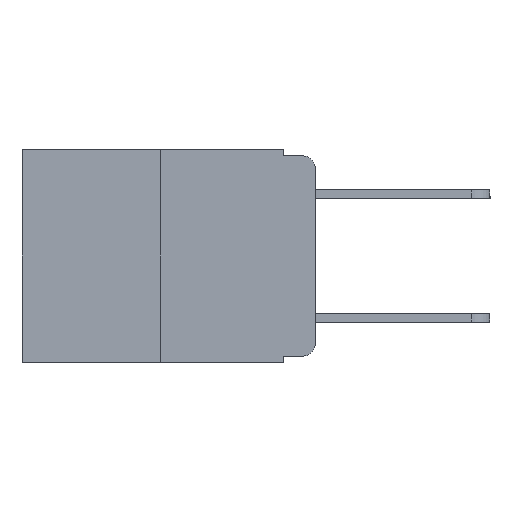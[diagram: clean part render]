
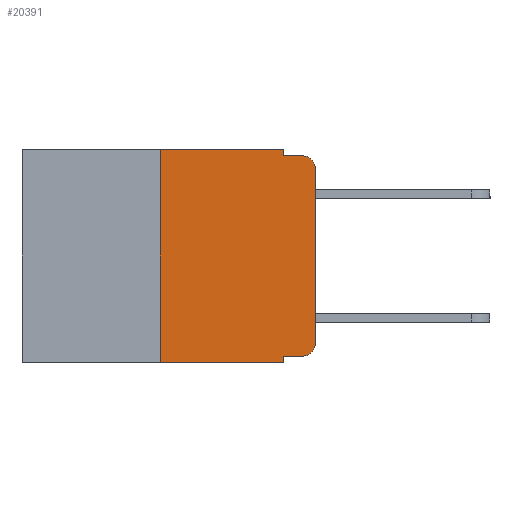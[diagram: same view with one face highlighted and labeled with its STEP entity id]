
A CAD part, left-side view. The second image highlights one B-rep face of the part: STEP entity #20391.
In plain terms, the highlighted planar face has unit normal (-1, 0, 0).
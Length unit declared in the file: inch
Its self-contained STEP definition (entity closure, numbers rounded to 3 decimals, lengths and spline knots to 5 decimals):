
#280 = EDGE_CURVE ( 'NONE', #15576, #22369, #10452, .T. ) ;
#469 = AXIS2_PLACEMENT_3D ( 'NONE', #9843, #22076, #11626 ) ;
#604 = LINE ( 'NONE', #11562, #19155 ) ;
#647 = VERTEX_POINT ( 'NONE', #14800 ) ;
#739 = VECTOR ( 'NONE', #5024, 39.37008 ) ;
#740 = CIRCLE ( 'NONE', #469, 0.02 ) ;
#905 = PLANE ( 'NONE',  #15691 ) ;
#1001 = EDGE_CURVE ( 'NONE', #1422, #13064, #20608, .T. ) ;
#1422 = VERTEX_POINT ( 'NONE', #3586 ) ;
#1539 = EDGE_CURVE ( 'NONE', #16560, #647, #13185, .T. ) ;
#1591 = DIRECTION ( 'NONE',  ( 0., -1., 0. ) ) ;
#2665 = CARTESIAN_POINT ( 'NONE',  ( 0., 0., -0.313 ) ) ;
#2777 = CARTESIAN_POINT ( 'NONE',  ( 0., 0., 0. ) ) ;
#3285 = CARTESIAN_POINT ( 'NONE',  ( 0., 0.051, -0.343 ) ) ;
#3307 = CARTESIAN_POINT ( 'NONE',  ( 0., 0.02, -0.333 ) ) ;
#3388 = EDGE_CURVE ( 'NONE', #4899, #11459, #5772, .T. ) ;
#3586 = CARTESIAN_POINT ( 'NONE',  ( 0., 0.051, -0.333 ) ) ;
#3587 = VECTOR ( 'NONE', #4372, 39.37008 ) ;
#3702 = EDGE_CURVE ( 'NONE', #15576, #13064, #13345, .T. ) ;
#3990 = CARTESIAN_POINT ( 'NONE',  ( 0., 0.473, -0.343 ) ) ;
#4163 = EDGE_CURVE ( 'NONE', #1422, #5136, #8335, .T. ) ;
#4372 = DIRECTION ( 'NONE',  ( 0., 0., -1. ) ) ;
#4512 = CARTESIAN_POINT ( 'NONE',  ( 0., 0.25, 0. ) ) ;
#4789 = CIRCLE ( 'NONE', #11566, 0.02 ) ;
#4899 = VERTEX_POINT ( 'NONE', #2665 ) ;
#5024 = DIRECTION ( 'NONE',  ( 0., 0., 1. ) ) ;
#5136 = VERTEX_POINT ( 'NONE', #3307 ) ;
#5772 = LINE ( 'NONE', #2777, #9467 ) ;
#6360 = CARTESIAN_POINT ( 'NONE',  ( 0., 0.051, 0. ) ) ;
#6847 = EDGE_CURVE ( 'NONE', #5136, #4899, #740, .T. ) ;
#6882 = ORIENTED_EDGE ( 'NONE', *, *, #21435, .T. ) ;
#7064 = DIRECTION ( 'NONE',  ( 0., 0., -1. ) ) ;
#7452 = ORIENTED_EDGE ( 'NONE', *, *, #9489, .F. ) ;
#8275 = DIRECTION ( 'NONE',  ( 1., 0., 0. ) ) ;
#8335 = LINE ( 'NONE', #11619, #17203 ) ;
#8571 = ORIENTED_EDGE ( 'NONE', *, *, #16768, .F. ) ;
#9467 = VECTOR ( 'NONE', #11035, 39.37008 ) ;
#9489 = EDGE_CURVE ( 'NONE', #647, #16301, #604, .T. ) ;
#9656 = CARTESIAN_POINT ( 'NONE',  ( 0., 0.02, -0.03 ) ) ;
#9843 = CARTESIAN_POINT ( 'NONE',  ( 0., 0.02, -0.313 ) ) ;
#10278 = ORIENTED_EDGE ( 'NONE', *, *, #280, .F. ) ;
#10452 = LINE ( 'NONE', #4512, #739 ) ;
#10713 = CARTESIAN_POINT ( 'NONE',  ( 0., 0.473, 0. ) ) ;
#10834 = ORIENTED_EDGE ( 'NONE', *, *, #3702, .T. ) ;
#10961 = VECTOR ( 'NONE', #1591, 39.37008 ) ;
#11035 = DIRECTION ( 'NONE',  ( 0., 0., 1. ) ) ;
#11228 = CARTESIAN_POINT ( 'NONE',  ( 0., 0.02, -0.01 ) ) ;
#11441 = CARTESIAN_POINT ( 'NONE',  ( 0., 0., -0.03 ) ) ;
#11457 = DIRECTION ( 'NONE',  ( 0., 0., -1. ) ) ;
#11459 = VERTEX_POINT ( 'NONE', #11441 ) ;
#11531 = LINE ( 'NONE', #10713, #10961 ) ;
#11562 = CARTESIAN_POINT ( 'NONE',  ( 0., 0.051, -0.01 ) ) ;
#11566 = AXIS2_PLACEMENT_3D ( 'NONE', #9656, #21914, #11457 ) ;
#11619 = CARTESIAN_POINT ( 'NONE',  ( 0., 0.051, -0.333 ) ) ;
#11626 = DIRECTION ( 'NONE',  ( 0., 0., -1. ) ) ;
#12198 = ORIENTED_EDGE ( 'NONE', *, *, #1539, .F. ) ;
#12216 = VECTOR ( 'NONE', #14976, 39.37008 ) ;
#12971 = DIRECTION ( 'NONE',  ( 0., -1., 0. ) ) ;
#13064 = VERTEX_POINT ( 'NONE', #3285 ) ;
#13185 = LINE ( 'NONE', #15204, #3587 ) ;
#13324 = DIRECTION ( 'NONE',  ( 0., -1., 0. ) ) ;
#13345 = LINE ( 'NONE', #3990, #12216 ) ;
#14340 = CARTESIAN_POINT ( 'NONE',  ( 0., 0.25, -0.343 ) ) ;
#14800 = CARTESIAN_POINT ( 'NONE',  ( 0., 0.051, -0.01 ) ) ;
#14976 = DIRECTION ( 'NONE',  ( 0., -1., 0. ) ) ;
#15204 = CARTESIAN_POINT ( 'NONE',  ( 0., 0.051, 0. ) ) ;
#15551 = ORIENTED_EDGE ( 'NONE', *, *, #1001, .F. ) ;
#15576 = VERTEX_POINT ( 'NONE', #14340 ) ;
#15691 = AXIS2_PLACEMENT_3D ( 'NONE', #18894, #8275, #20626 ) ;
#15811 = ORIENTED_EDGE ( 'NONE', *, *, #3388, .T. ) ;
#16301 = VERTEX_POINT ( 'NONE', #11228 ) ;
#16560 = VERTEX_POINT ( 'NONE', #17195 ) ;
#16768 = EDGE_CURVE ( 'NONE', #22369, #16560, #11531, .T. ) ;
#16979 = EDGE_LOOP ( 'NONE', ( #15811, #6882, #7452, #12198, #8571, #10278, #10834, #15551, #21256, #22857 ) ) ;
#17195 = CARTESIAN_POINT ( 'NONE',  ( 0., 0.051, 0. ) ) ;
#17203 = VECTOR ( 'NONE', #12971, 39.37008 ) ;
#18894 = CARTESIAN_POINT ( 'NONE',  ( 0., 0.473, 0. ) ) ;
#19155 = VECTOR ( 'NONE', #13324, 39.37008 ) ;
#19527 = VECTOR ( 'NONE', #7064, 39.37008 ) ;
#20391 = ADVANCED_FACE ( 'NONE', ( #22282 ), #905, .F. ) ;
#20434 = CARTESIAN_POINT ( 'NONE',  ( 0., 0.25, 0. ) ) ;
#20608 = LINE ( 'NONE', #6360, #19527 ) ;
#20626 = DIRECTION ( 'NONE',  ( 0., 0., -1. ) ) ;
#21256 = ORIENTED_EDGE ( 'NONE', *, *, #4163, .T. ) ;
#21435 = EDGE_CURVE ( 'NONE', #11459, #16301, #4789, .T. ) ;
#21914 = DIRECTION ( 'NONE',  ( -1., 0., 0. ) ) ;
#22076 = DIRECTION ( 'NONE',  ( -1., 0., 0. ) ) ;
#22282 = FACE_OUTER_BOUND ( 'NONE', #16979, .T. ) ;
#22369 = VERTEX_POINT ( 'NONE', #20434 ) ;
#22857 = ORIENTED_EDGE ( 'NONE', *, *, #6847, .T. ) ;
